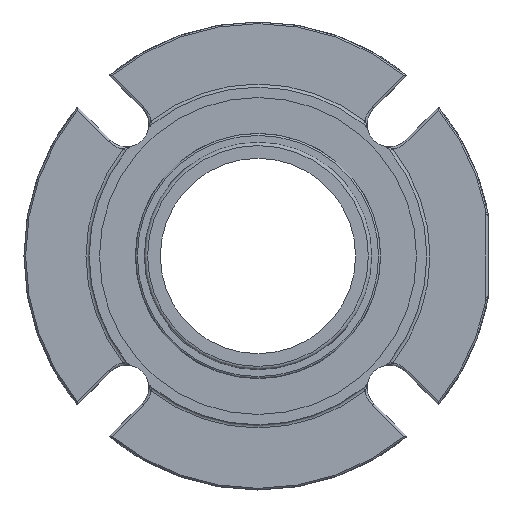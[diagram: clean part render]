
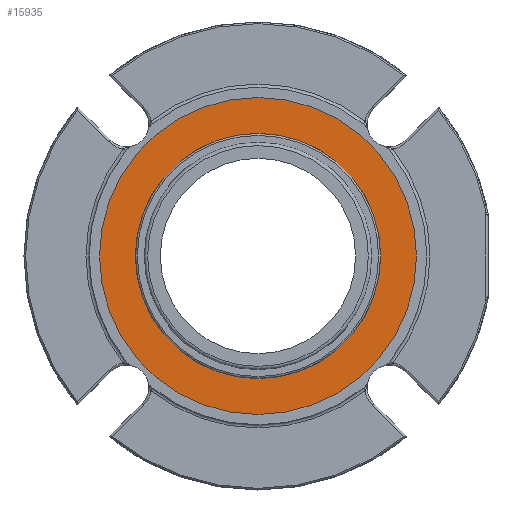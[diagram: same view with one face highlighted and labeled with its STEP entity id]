
A CAD part, left-side view. The second image highlights one B-rep face of the part: STEP entity #15935.
In plain terms, the highlighted planar face has unit normal (-1, 0, 0).
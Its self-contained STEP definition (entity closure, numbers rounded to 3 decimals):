
#2089=PLANE('',#17117);
#5446=ORIENTED_EDGE('',*,*,#7138,.T.);
#5447=ORIENTED_EDGE('',*,*,#7137,.T.);
#7137=EDGE_CURVE('',#8208,#8208,#8811,.F.);
#7138=EDGE_CURVE('',#8209,#8209,#8812,.T.);
#8208=VERTEX_POINT('',#28963);
#8209=VERTEX_POINT('',#28966);
#8811=CIRCLE('',#17116,56.515);
#8812=CIRCLE('',#17118,73.025);
#9569=EDGE_LOOP('',(#5446));
#9570=EDGE_LOOP('',(#5447));
#10335=FACE_BOUND('',#9569,.T.);
#10336=FACE_BOUND('',#9570,.T.);
#15935=ADVANCED_FACE('',(#10335,#10336),#2089,.T.);
#17116=AXIS2_PLACEMENT_3D('',#28962,#19960,#19961);
#17117=AXIS2_PLACEMENT_3D('',#28964,#19962,#19963);
#17118=AXIS2_PLACEMENT_3D('',#28965,#19964,#19965);
#19960=DIRECTION('',(-1.,0.,0.));
#19961=DIRECTION('',(0.,-1.,0.));
#19962=DIRECTION('',(-1.,0.,0.));
#19963=DIRECTION('',(0.,0.,-1.));
#19964=DIRECTION('',(-1.,0.,0.));
#19965=DIRECTION('',(0.,0.,-1.));
#28962=CARTESIAN_POINT('',(-0.483,0.,0.));
#28963=CARTESIAN_POINT('',(-0.483,-56.515,0.));
#28964=CARTESIAN_POINT('',(-0.483,0.,-60.325));
#28965=CARTESIAN_POINT('',(-0.483,0.,0.));
#28966=CARTESIAN_POINT('',(-0.483,0.,-73.025));
